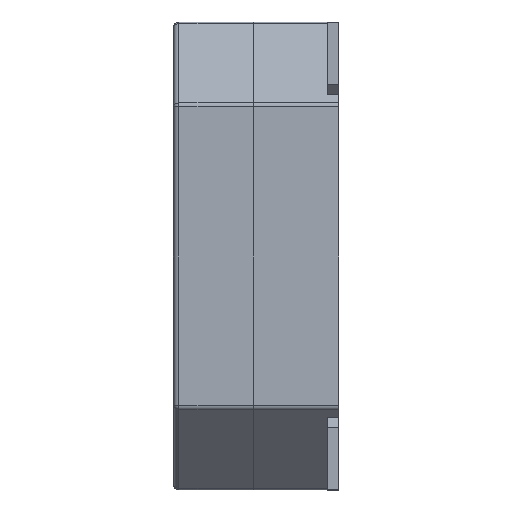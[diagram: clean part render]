
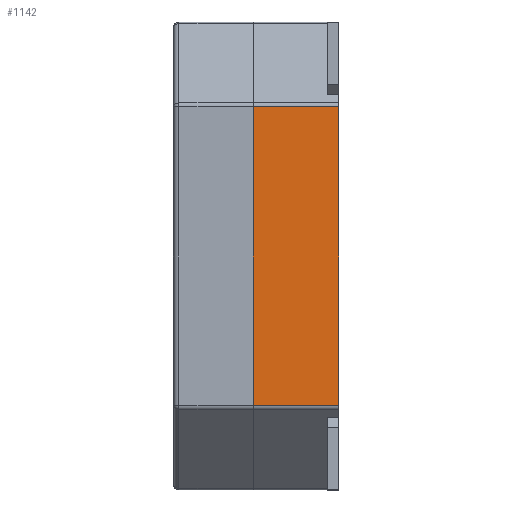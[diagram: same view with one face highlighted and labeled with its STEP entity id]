
A CAD part, left-side view. The second image highlights one B-rep face of the part: STEP entity #1142.
In plain terms, the highlighted planar face has unit normal (-1, 0, 0).
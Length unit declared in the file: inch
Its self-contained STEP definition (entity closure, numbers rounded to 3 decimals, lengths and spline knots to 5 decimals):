
#45 = CARTESIAN_POINT ( 'NONE',  ( -0.16732, 0.06102, 0.10827 ) ) ;
#287 = EDGE_LOOP ( 'NONE', ( #3861, #4621, #4283, #3236 ) ) ;
#422 = LINE ( 'NONE', #999, #2732 ) ;
#566 = DIRECTION ( 'NONE',  ( 0., 0., -1. ) ) ;
#610 = LINE ( 'NONE', #982, #4552 ) ;
#645 = DIRECTION ( 'NONE',  ( 0., 1., 0. ) ) ;
#665 = LINE ( 'NONE', #3126, #2374 ) ;
#780 = VERTEX_POINT ( 'NONE', #1033 ) ;
#943 = EDGE_CURVE ( 'NONE', #1695, #1590, #610, .T. ) ;
#982 = CARTESIAN_POINT ( 'NONE',  ( -0.16732, 0.06102, 0.10827 ) ) ;
#999 = CARTESIAN_POINT ( 'NONE',  ( -0.16732, 0.06102, -0.10664 ) ) ;
#1033 = CARTESIAN_POINT ( 'NONE',  ( -0.16732, 0., -0.10664 ) ) ;
#1142 = ADVANCED_FACE ( 'NONE', ( #3135 ), #2200, .T. ) ;
#1172 = EDGE_CURVE ( 'NONE', #1590, #780, #422, .T. ) ;
#1276 = CARTESIAN_POINT ( 'NONE',  ( -0.16732, 0., 0.10664 ) ) ;
#1590 = VERTEX_POINT ( 'NONE', #2508 ) ;
#1695 = VERTEX_POINT ( 'NONE', #2782 ) ;
#1707 = VECTOR ( 'NONE', #3289, 39.37008 ) ;
#1813 = VERTEX_POINT ( 'NONE', #1276 ) ;
#2200 = PLANE ( 'NONE',  #2970 ) ;
#2374 = VECTOR ( 'NONE', #645, 39.37008 ) ;
#2508 = CARTESIAN_POINT ( 'NONE',  ( -0.16732, 0.06102, -0.10664 ) ) ;
#2732 = VECTOR ( 'NONE', #2892, 39.37008 ) ;
#2782 = CARTESIAN_POINT ( 'NONE',  ( -0.16732, 0.06102, 0.10664 ) ) ;
#2855 = LINE ( 'NONE', #4363, #1707 ) ;
#2892 = DIRECTION ( 'NONE',  ( 0., -1., 0. ) ) ;
#2943 = EDGE_CURVE ( 'NONE', #1813, #780, #2855, .T. ) ;
#2970 = AXIS2_PLACEMENT_3D ( 'NONE', #45, #3641, #3468 ) ;
#3126 = CARTESIAN_POINT ( 'NONE',  ( -0.16732, 0.06102, 0.10664 ) ) ;
#3135 = FACE_OUTER_BOUND ( 'NONE', #287, .T. ) ;
#3236 = ORIENTED_EDGE ( 'NONE', *, *, #1172, .T. ) ;
#3289 = DIRECTION ( 'NONE',  ( 0., 0., -1. ) ) ;
#3468 = DIRECTION ( 'NONE',  ( 0., 1., 0. ) ) ;
#3604 = EDGE_CURVE ( 'NONE', #1813, #1695, #665, .T. ) ;
#3641 = DIRECTION ( 'NONE',  ( -1., 0., 0. ) ) ;
#3861 = ORIENTED_EDGE ( 'NONE', *, *, #2943, .F. ) ;
#4283 = ORIENTED_EDGE ( 'NONE', *, *, #943, .T. ) ;
#4363 = CARTESIAN_POINT ( 'NONE',  ( -0.16732, 0., 0. ) ) ;
#4552 = VECTOR ( 'NONE', #566, 39.37008 ) ;
#4621 = ORIENTED_EDGE ( 'NONE', *, *, #3604, .T. ) ;
